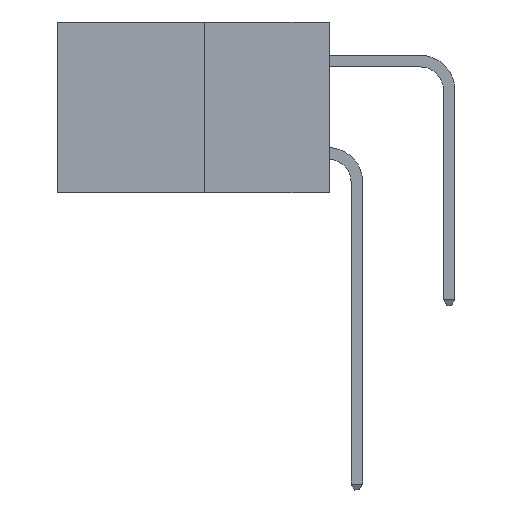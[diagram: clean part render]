
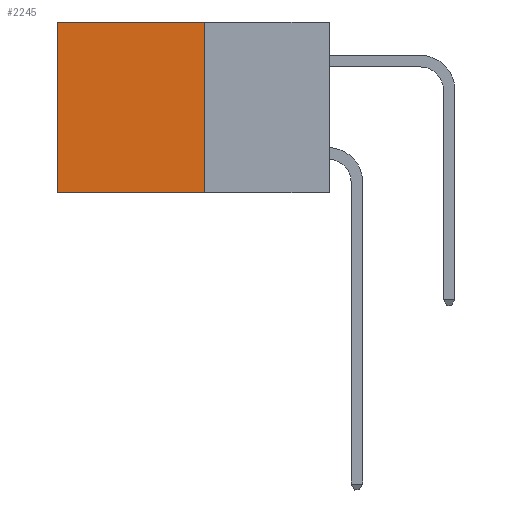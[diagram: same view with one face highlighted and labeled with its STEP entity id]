
A CAD part, left-side view. The second image highlights one B-rep face of the part: STEP entity #2245.
In plain terms, the highlighted planar face has unit normal (-1, 0, 0).
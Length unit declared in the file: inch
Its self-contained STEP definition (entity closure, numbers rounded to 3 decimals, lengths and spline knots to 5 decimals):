
#420 = LINE ( 'NONE', #9966, #14319 ) ;
#652 = CARTESIAN_POINT ( 'NONE',  ( 0.277, 0.27, -0.37 ) ) ;
#990 = VERTEX_POINT ( 'NONE', #1069 ) ;
#1069 = CARTESIAN_POINT ( 'NONE',  ( 0.277, 0.59, 0. ) ) ;
#1335 = FACE_OUTER_BOUND ( 'NONE', #10208, .T. ) ;
#2136 = DIRECTION ( 'NONE',  ( 0., 0., -1. ) ) ;
#2245 = ADVANCED_FACE ( 'NONE', ( #1335 ), #9817, .F. ) ;
#2592 = DIRECTION ( 'NONE',  ( 0., 0., -1. ) ) ;
#3384 = AXIS2_PLACEMENT_3D ( 'NONE', #9438, #9661, #2592 ) ;
#3949 = ORIENTED_EDGE ( 'NONE', *, *, #10400, .F. ) ;
#3973 = DIRECTION ( 'NONE',  ( 0., 1., 0. ) ) ;
#4031 = CARTESIAN_POINT ( 'NONE',  ( 0.277, 0.27, 0. ) ) ;
#4165 = LINE ( 'NONE', #7752, #7623 ) ;
#4903 = CARTESIAN_POINT ( 'NONE',  ( 0.277, 0.27, -0.37 ) ) ;
#6188 = LINE ( 'NONE', #4903, #10107 ) ;
#6260 = CARTESIAN_POINT ( 'NONE',  ( 0.277, 0.27, 0. ) ) ;
#6898 = VERTEX_POINT ( 'NONE', #652 ) ;
#7413 = ORIENTED_EDGE ( 'NONE', *, *, #10273, .F. ) ;
#7623 = VECTOR ( 'NONE', #16842, 39.37008 ) ;
#7752 = CARTESIAN_POINT ( 'NONE',  ( 0.277, 0.27, -0.37 ) ) ;
#7914 = VECTOR ( 'NONE', #3973, 39.37008 ) ;
#9156 = VERTEX_POINT ( 'NONE', #6260 ) ;
#9438 = CARTESIAN_POINT ( 'NONE',  ( 0.277, 0.27, -0.37 ) ) ;
#9661 = DIRECTION ( 'NONE',  ( 1., 0., 0. ) ) ;
#9817 = PLANE ( 'NONE',  #3384 ) ;
#9867 = CARTESIAN_POINT ( 'NONE',  ( 0.277, 0.59, -0.37 ) ) ;
#9966 = CARTESIAN_POINT ( 'NONE',  ( 0.277, 0.59, -0.37 ) ) ;
#10107 = VECTOR ( 'NONE', #14057, 39.37008 ) ;
#10208 = EDGE_LOOP ( 'NONE', ( #13578, #3949, #7413, #15779 ) ) ;
#10273 = EDGE_CURVE ( 'NONE', #9156, #6898, #6188, .T. ) ;
#10400 = EDGE_CURVE ( 'NONE', #6898, #11356, #4165, .T. ) ;
#11356 = VERTEX_POINT ( 'NONE', #9867 ) ;
#12037 = EDGE_CURVE ( 'NONE', #990, #11356, #420, .T. ) ;
#13578 = ORIENTED_EDGE ( 'NONE', *, *, #12037, .T. ) ;
#13626 = EDGE_CURVE ( 'NONE', #9156, #990, #14454, .T. ) ;
#14057 = DIRECTION ( 'NONE',  ( 0., 0., -1. ) ) ;
#14319 = VECTOR ( 'NONE', #2136, 39.37008 ) ;
#14454 = LINE ( 'NONE', #4031, #7914 ) ;
#15779 = ORIENTED_EDGE ( 'NONE', *, *, #13626, .T. ) ;
#16842 = DIRECTION ( 'NONE',  ( 0., 1., 0. ) ) ;
